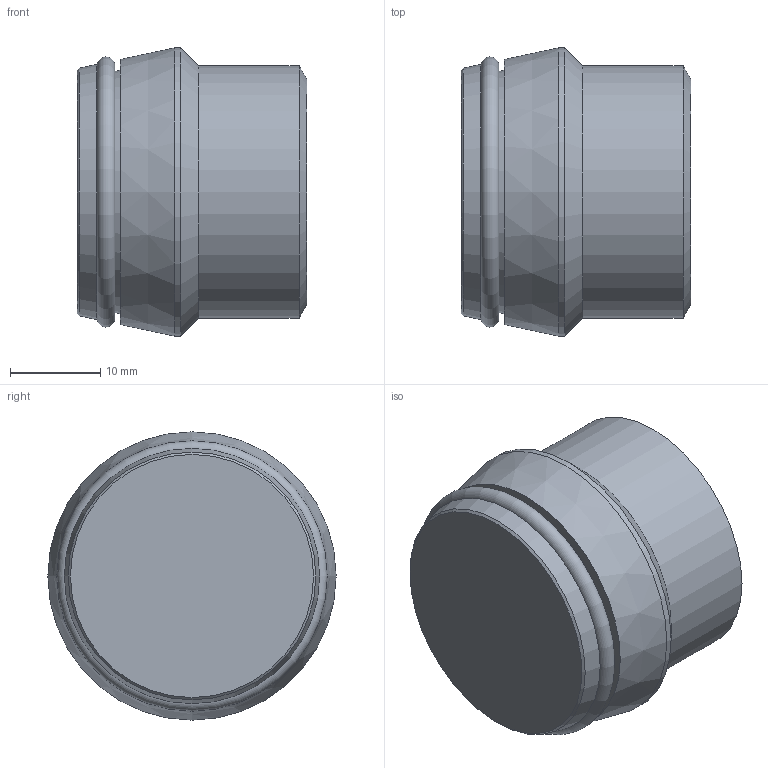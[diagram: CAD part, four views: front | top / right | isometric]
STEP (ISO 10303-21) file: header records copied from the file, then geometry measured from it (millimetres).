
FILE_DESCRIPTION(/* description */ (''),/* implementation_level */ '2;1');
FILE_NAME(/* name */ 'buz_28.stp',/* time_stamp */ '2016-12-12T10:38:55+01:00',/* author */ ('leitheußer'),/* organization */ (''),/* preprocessor_version */ 'ST-DEVELOPER v15.6',/* originating_system */ 'Autodesk Inventor LT ',/* authorisation */ '');
FILE_SCHEMA (('AUTOMOTIVE_DESIGN { 1 0 10303 214 3 1 1 }'));
Length unit declared in the file: millimetre
Products named in the file (1): Assembly TN 324-28L
Bounding box: 25.5 x 32 x 32 mm (x, y, z)
Volume: 16811.6 mm3; surface area: 4302.9 mm2
Topology: 2 solids, 2 shells, 13 faces, 21 edges, 12 vertices
Faces by surface type: cone 6, plane 4, cylinder 2, torus 1
Full cylindrical faces by diameter (mm): 28 x1, 32 x1
Entity records: 294 total; most frequent: DIRECTION 54, CARTESIAN_POINT 39, AXIS2_PLACEMENT_3D 27, ORIENTED_EDGE 26, EDGE_LOOP 23, FACE_OUTER_BOUND 13, CIRCLE 13, EDGE_CURVE 13
